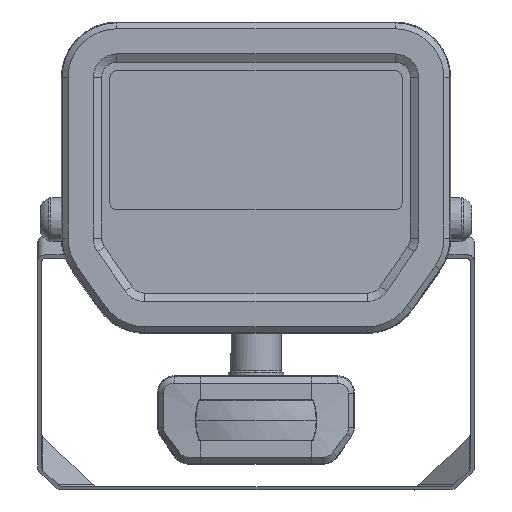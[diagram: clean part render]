
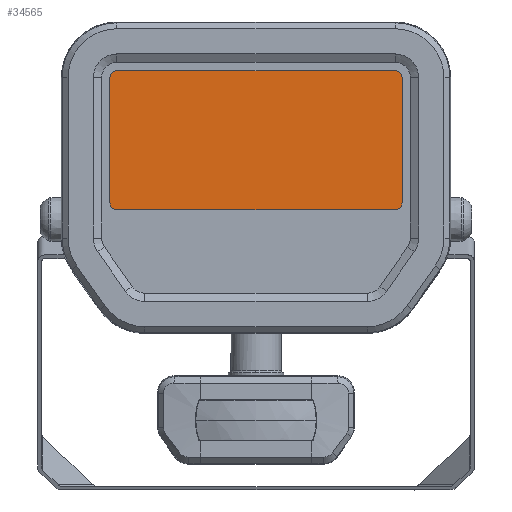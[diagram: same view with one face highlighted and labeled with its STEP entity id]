
A CAD part, top view. The second image highlights one B-rep face of the part: STEP entity #34565.
In plain terms, the highlighted face is planar.
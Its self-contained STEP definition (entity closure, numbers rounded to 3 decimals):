
#13 = CARTESIAN_POINT ( 'NONE',  ( -52.5, 148.161, -70.6 ) ) ;
#1313 = VERTEX_POINT ( 'NONE', #3856 ) ;
#1365 = DIRECTION ( 'NONE',  ( 0., 0., -1. ) ) ;
#2032 = CARTESIAN_POINT ( 'NONE',  ( -50., 148.161, -70.6 ) ) ;
#2108 = DIRECTION ( 'NONE',  ( 0., -1., 0. ) ) ;
#2520 = DIRECTION ( 'NONE',  ( 1., 0., 0. ) ) ;
#2811 = DIRECTION ( 'NONE',  ( 0., 0., -1. ) ) ;
#3526 = CIRCLE ( 'NONE', #12918, 2.5 ) ;
#3727 = EDGE_CURVE ( 'NONE', #18151, #11995, #15921, .T. ) ;
#3856 = CARTESIAN_POINT ( 'NONE',  ( -52.5, 103.161, -70.6 ) ) ;
#4107 = CARTESIAN_POINT ( 'NONE',  ( 52.5, 103.161, -70.6 ) ) ;
#4800 = DIRECTION ( 'NONE',  ( -1., 0., 0. ) ) ;
#4990 = CARTESIAN_POINT ( 'NONE',  ( 52.5, 148.161, -70.6 ) ) ;
#6225 = EDGE_CURVE ( 'NONE', #29504, #18151, #10202, .T. ) ;
#8984 = ORIENTED_EDGE ( 'NONE', *, *, #28344, .T. ) ;
#9358 = LINE ( 'NONE', #12521, #24777 ) ;
#9435 = EDGE_CURVE ( 'NONE', #1313, #26047, #38813, .T. ) ;
#10202 = CIRCLE ( 'NONE', #25427, 2.5 ) ;
#10761 = EDGE_CURVE ( 'NONE', #27552, #31096, #3526, .T. ) ;
#10892 = VECTOR ( 'NONE', #4800, 1000. ) ;
#11995 = VERTEX_POINT ( 'NONE', #32760 ) ;
#12521 = CARTESIAN_POINT ( 'NONE',  ( -50., 150.661, -70.6 ) ) ;
#12918 = AXIS2_PLACEMENT_3D ( 'NONE', #14899, #31896, #21976 ) ;
#12978 = DIRECTION ( 'NONE',  ( 0., 0., -1. ) ) ;
#13382 = EDGE_CURVE ( 'NONE', #22680, #27552, #9358, .T. ) ;
#13410 = ORIENTED_EDGE ( 'NONE', *, *, #26242, .T. ) ;
#13641 = EDGE_LOOP ( 'NONE', ( #19570, #23291, #37212, #13410, #21992, #31941, #8984, #30564 ) ) ;
#13977 = CIRCLE ( 'NONE', #16907, 2.5 ) ;
#14899 = CARTESIAN_POINT ( 'NONE',  ( 50., 148.161, -70.6 ) ) ;
#15277 = EDGE_CURVE ( 'NONE', #11995, #1313, #13977, .T. ) ;
#15921 = LINE ( 'NONE', #18931, #10892 ) ;
#16211 = LINE ( 'NONE', #29098, #17042 ) ;
#16473 = CARTESIAN_POINT ( 'NONE',  ( -50., 148.161, -70.6 ) ) ;
#16870 = CARTESIAN_POINT ( 'NONE',  ( 50., 103.161, -70.6 ) ) ;
#16907 = AXIS2_PLACEMENT_3D ( 'NONE', #39382, #2811, #36867 ) ;
#17042 = VECTOR ( 'NONE', #2108, 1000. ) ;
#18151 = VERTEX_POINT ( 'NONE', #33684 ) ;
#18931 = CARTESIAN_POINT ( 'NONE',  ( -50., 100.661, -70.6 ) ) ;
#19570 = ORIENTED_EDGE ( 'NONE', *, *, #3727, .T. ) ;
#19835 = CIRCLE ( 'NONE', #23430, 2.5 ) ;
#19925 = DIRECTION ( 'NONE',  ( 0., 0., -1. ) ) ;
#21836 = DIRECTION ( 'NONE',  ( 0., 1., 0. ) ) ;
#21976 = DIRECTION ( 'NONE',  ( -1., 0., 0. ) ) ;
#21992 = ORIENTED_EDGE ( 'NONE', *, *, #13382, .T. ) ;
#22680 = VERTEX_POINT ( 'NONE', #38215 ) ;
#23072 = FACE_OUTER_BOUND ( 'NONE', #13641, .T. ) ;
#23291 = ORIENTED_EDGE ( 'NONE', *, *, #15277, .T. ) ;
#23430 = AXIS2_PLACEMENT_3D ( 'NONE', #2032, #1365, #25877 ) ;
#24777 = VECTOR ( 'NONE', #2520, 1000. ) ;
#25427 = AXIS2_PLACEMENT_3D ( 'NONE', #16870, #12978, #30660 ) ;
#25877 = DIRECTION ( 'NONE',  ( -1., 0., 0. ) ) ;
#26047 = VERTEX_POINT ( 'NONE', #13 ) ;
#26242 = EDGE_CURVE ( 'NONE', #26047, #22680, #19835, .T. ) ;
#27552 = VERTEX_POINT ( 'NONE', #30672 ) ;
#28344 = EDGE_CURVE ( 'NONE', #31096, #29504, #16211, .T. ) ;
#28354 = CARTESIAN_POINT ( 'NONE',  ( -52.5, 148.161, -70.6 ) ) ;
#29098 = CARTESIAN_POINT ( 'NONE',  ( 52.5, 148.161, -70.6 ) ) ;
#29504 = VERTEX_POINT ( 'NONE', #4107 ) ;
#29648 = VECTOR ( 'NONE', #21836, 1000. ) ;
#30286 = DIRECTION ( 'NONE',  ( -1., 0., 0. ) ) ;
#30564 = ORIENTED_EDGE ( 'NONE', *, *, #6225, .T. ) ;
#30660 = DIRECTION ( 'NONE',  ( -1., 0., 0. ) ) ;
#30672 = CARTESIAN_POINT ( 'NONE',  ( 50., 150.661, -70.6 ) ) ;
#31096 = VERTEX_POINT ( 'NONE', #4990 ) ;
#31896 = DIRECTION ( 'NONE',  ( 0., 0., -1. ) ) ;
#31941 = ORIENTED_EDGE ( 'NONE', *, *, #10761, .T. ) ;
#32760 = CARTESIAN_POINT ( 'NONE',  ( -50., 100.661, -70.6 ) ) ;
#33684 = CARTESIAN_POINT ( 'NONE',  ( 50., 100.661, -70.6 ) ) ;
#34565 = ADVANCED_FACE ( 'NONE', ( #23072 ), #43676, .T. ) ;
#36867 = DIRECTION ( 'NONE',  ( -1., 0., 0. ) ) ;
#37212 = ORIENTED_EDGE ( 'NONE', *, *, #9435, .T. ) ;
#38215 = CARTESIAN_POINT ( 'NONE',  ( -50., 150.661, -70.6 ) ) ;
#38813 = LINE ( 'NONE', #28354, #29648 ) ;
#39382 = CARTESIAN_POINT ( 'NONE',  ( -50., 103.161, -70.6 ) ) ;
#40394 = AXIS2_PLACEMENT_3D ( 'NONE', #16473, #19925, #30286 ) ;
#43676 = PLANE ( 'NONE',  #40394 ) ;
